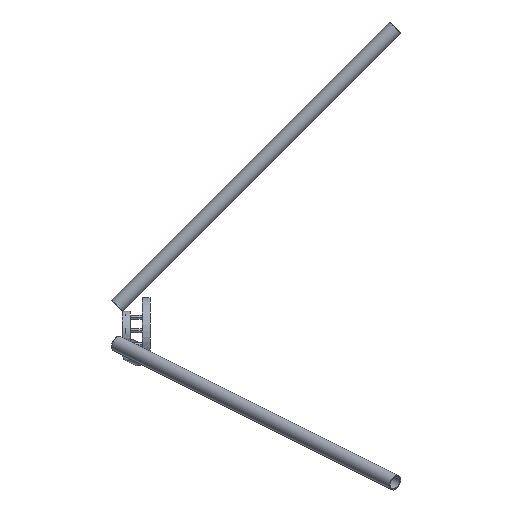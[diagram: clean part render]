
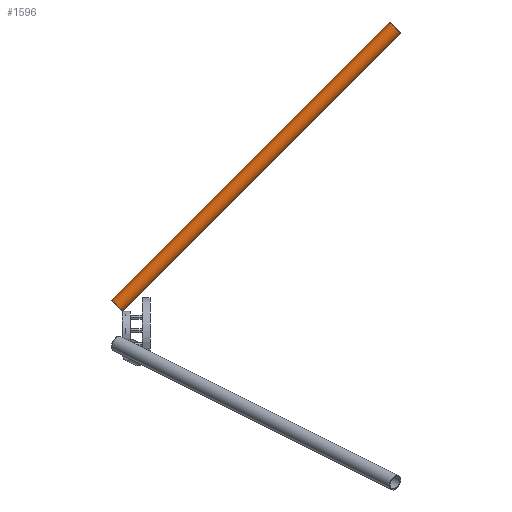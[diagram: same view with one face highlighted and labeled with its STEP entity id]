
A CAD part, left-side view. The second image highlights one B-rep face of the part: STEP entity #1596.
In plain terms, the highlighted cylindrical face has radius 20 mm (diameter 40 mm), a full revolution.
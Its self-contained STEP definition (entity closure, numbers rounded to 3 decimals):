
#164=FACE_OUTER_BOUND('',#275,.T.);
#275=EDGE_LOOP('',(#1154,#1155,#1156,#1157));
#420=LINE('',#2434,#563);
#563=VECTOR('',#1945,20.);
#711=CIRCLE('',#1739,20.);
#712=CIRCLE('',#1740,20.);
#781=VERTEX_POINT('',#2431);
#782=VERTEX_POINT('',#2433);
#928=EDGE_CURVE('',#781,#781,#711,.T.);
#929=EDGE_CURVE('',#781,#782,#420,.T.);
#930=EDGE_CURVE('',#782,#782,#712,.T.);
#1154=ORIENTED_EDGE('',*,*,#928,.F.);
#1155=ORIENTED_EDGE('',*,*,#929,.T.);
#1156=ORIENTED_EDGE('',*,*,#930,.T.);
#1157=ORIENTED_EDGE('',*,*,#929,.F.);
#1557=CYLINDRICAL_SURFACE('',#1738,20.);
#1596=ADVANCED_FACE('',(#164),#1557,.T.);
#1738=AXIS2_PLACEMENT_3D('',#2430,#1941,#1942);
#1739=AXIS2_PLACEMENT_3D('',#2432,#1943,#1944);
#1740=AXIS2_PLACEMENT_3D('',#2435,#1946,#1947);
#1941=DIRECTION('center_axis',(0.,0.707,-0.707));
#1942=DIRECTION('ref_axis',(0.,0.707,0.707));
#1943=DIRECTION('center_axis',(0.,0.707,-0.707));
#1944=DIRECTION('ref_axis',(0.,0.707,0.707));
#1945=DIRECTION('',(0.,-0.707,0.707));
#1946=DIRECTION('center_axis',(0.,0.707,-0.707));
#1947=DIRECTION('ref_axis',(0.,0.707,0.707));
#2430=CARTESIAN_POINT('Origin',(0.,-692.965,
771.249));
#2431=CARTESIAN_POINT('',(0.,0.,50.));
#2432=CARTESIAN_POINT('Origin',(0.,14.142,
64.142));
#2433=CARTESIAN_POINT('',(0.,-707.107,757.107));
#2434=CARTESIAN_POINT('',(0.,-707.107,757.107));
#2435=CARTESIAN_POINT('Origin',(0.,-692.965,
771.249));
